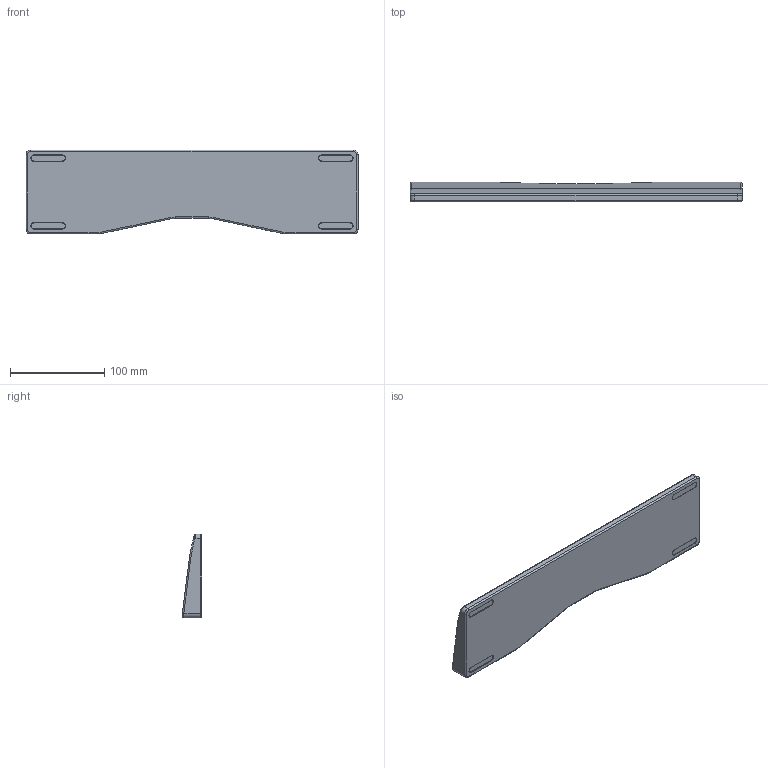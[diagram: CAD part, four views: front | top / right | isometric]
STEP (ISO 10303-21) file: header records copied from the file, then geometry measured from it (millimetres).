
FILE_DESCRIPTION (( 'STEP AP214' ), '1' );
FILE_NAME ('OSAv2_Wrist_rest.STEP', '2024-04-08T20:49:46', ( '' ), ( '' ), 'SwSTEP 2.0', 'SolidWorks 2019', '' );
FILE_SCHEMA (( 'AUTOMOTIVE_DESIGN' ));
Length unit declared in the file: millimetre
Products named in the file (1): OSAv2_Wrist_rest
Bounding box: 351.84 x 21.15 x 88.91 mm (x, y, z)
Volume: 443838.7 mm3; surface area: 70748.6 mm2
Topology: 1 solids, 1 shells, 95 faces, 213 edges, 124 vertices
Faces by surface type: cylinder 34, plane 31, torus 12, bspline 10, cone 8
Entity records: 2801 total; most frequent: CARTESIAN_POINT 701, DIRECTION 447, ORIENTED_EDGE 426, EDGE_CURVE 213, AXIS2_PLACEMENT_3D 170, VERTEX_POINT 124, VECTOR 107, LINE 107
